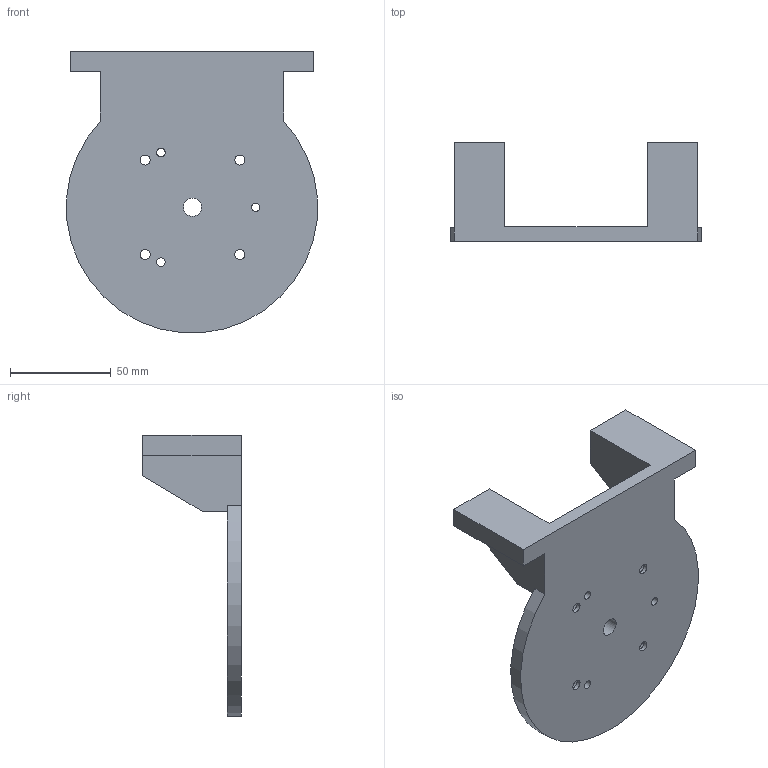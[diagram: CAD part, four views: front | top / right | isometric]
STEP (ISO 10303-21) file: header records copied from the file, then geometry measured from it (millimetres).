
FILE_DESCRIPTION(/* description */ (''),/* implementation_level */ '2;1');
FILE_NAME(/* name */ 'Arm3 v39.step',/* time_stamp */ '2022-06-18T02:46:21-04:00',/* author */ (''),/* organization */ (''),/* preprocessor_version */ 'ST-DEVELOPER v19',/* originating_system */ 'Autodesk Translation Framework v11.7.0.108',/* authorisation */ '');
FILE_SCHEMA (('AUTOMOTIVE_DESIGN { 1 0 10303 214 3 1 1 }'));
Length unit declared in the file: millimetre
Products named in the file (1): Arm3
Bounding box: 124.73 x 49 x 139.77 mm (x, y, z)
Volume: 138685.7 mm3; surface area: 42526.9 mm2
Topology: 1 solids, 1 shells, 34 faces, 84 edges, 56 vertices
Faces by surface type: plane 21, cylinder 13
Full cylindrical faces by diameter (mm): 4.2 x3, 5 x4, 7.85 x4, 9 x1
Entity records: 1089 total; most frequent: DIRECTION 180, CARTESIAN_POINT 175, ORIENTED_EDGE 168, EDGE_CURVE 84, AXIS2_PLACEMENT_3D 61, LINE 58, VECTOR 58, VERTEX_POINT 56
